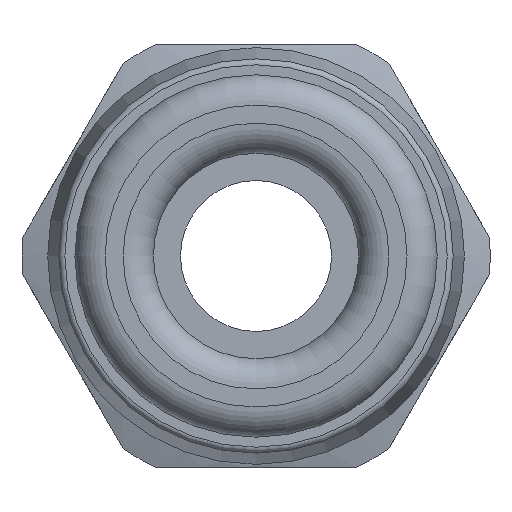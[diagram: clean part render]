
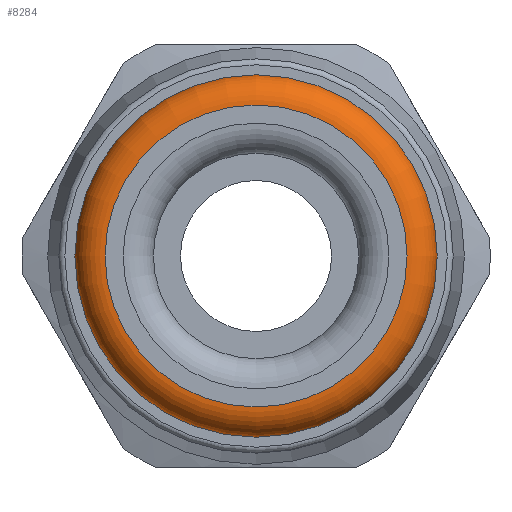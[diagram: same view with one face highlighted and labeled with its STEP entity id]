
A CAD part, left-side view. The second image highlights one B-rep face of the part: STEP entity #8284.
In plain terms, the highlighted toroidal (fillet/blend) face has major radius 5 mm and minor radius 1 mm.
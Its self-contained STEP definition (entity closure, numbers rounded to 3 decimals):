
#111=TOROIDAL_SURFACE('',#9280,5.,1.);
#1931=FACE_BOUND('',#3034,.T.);
#2421=FACE_OUTER_BOUND('',#3033,.T.);
#3033=EDGE_LOOP('',(#7703));
#3034=EDGE_LOOP('',(#7704));
#3491=CIRCLE('',#9281,5.);
#3492=CIRCLE('',#9282,6.);
#4287=VERTEX_POINT('',#14908);
#4288=VERTEX_POINT('',#14910);
#5430=EDGE_CURVE('',#4287,#4287,#3491,.T.);
#5431=EDGE_CURVE('',#4288,#4288,#3492,.T.);
#7703=ORIENTED_EDGE('',*,*,#5430,.T.);
#7704=ORIENTED_EDGE('',*,*,#5431,.F.);
#8284=ADVANCED_FACE('',(#2421,#1931),#111,.T.);
#9280=AXIS2_PLACEMENT_3D('',#14907,#11775,#11776);
#9281=AXIS2_PLACEMENT_3D('',#14909,#11777,#11778);
#9282=AXIS2_PLACEMENT_3D('',#14911,#11779,#11780);
#11775=DIRECTION('center_axis',(1.,0.,0.));
#11776=DIRECTION('ref_axis',(0.,0.,-1.));
#11777=DIRECTION('center_axis',(1.,0.,0.));
#11778=DIRECTION('ref_axis',(0.,0.,-1.));
#11779=DIRECTION('center_axis',(1.,0.,0.));
#11780=DIRECTION('ref_axis',(0.,0.,-1.));
#14907=CARTESIAN_POINT('Origin',(1.,0.,0.));
#14908=CARTESIAN_POINT('',(0.,5.,0.));
#14909=CARTESIAN_POINT('Origin',(0.,0.,0.));
#14910=CARTESIAN_POINT('',(1.,6.,0.));
#14911=CARTESIAN_POINT('Origin',(1.,0.,0.));
